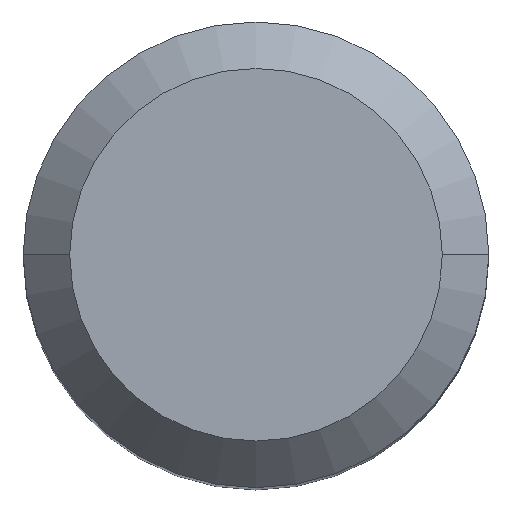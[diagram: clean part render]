
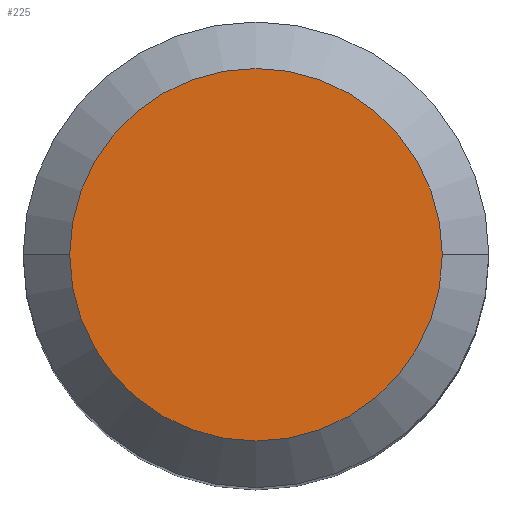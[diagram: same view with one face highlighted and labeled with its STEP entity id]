
A CAD part, top view. The second image highlights one B-rep face of the part: STEP entity #225.
In plain terms, the highlighted planar face has unit normal (0, 0, 1).
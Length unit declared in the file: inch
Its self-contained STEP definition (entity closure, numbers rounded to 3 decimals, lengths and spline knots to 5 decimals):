
#15 = DIRECTION ( 'NONE',  ( 1., 0., 0. ) ) ;
#22 = CARTESIAN_POINT ( 'NONE',  ( -0.25196, 0., 0. ) ) ;
#37 = CARTESIAN_POINT ( 'NONE',  ( 0., 0., 0. ) ) ;
#52 = FACE_OUTER_BOUND ( 'NONE', #417, .T. ) ;
#90 = AXIS2_PLACEMENT_3D ( 'NONE', #37, #194, #350 ) ;
#101 = ORIENTED_EDGE ( 'NONE', *, *, #347, .T. ) ;
#103 = CARTESIAN_POINT ( 'NONE',  ( 0.25196, 0., 0. ) ) ;
#194 = DIRECTION ( 'NONE',  ( 0., 0., 1. ) ) ;
#221 = DIRECTION ( 'NONE',  ( 0., 0., -1. ) ) ;
#225 = ADVANCED_FACE ( 'NONE', ( #52 ), #399, .F. ) ;
#270 = VERTEX_POINT ( 'NONE', #103 ) ;
#280 = VERTEX_POINT ( 'NONE', #22 ) ;
#300 = CARTESIAN_POINT ( 'NONE',  ( 0., 0., 0. ) ) ;
#312 = DIRECTION ( 'NONE',  ( 0., 0., 1. ) ) ;
#347 = EDGE_CURVE ( 'NONE', #270, #280, #480, .T. ) ;
#350 = DIRECTION ( 'NONE',  ( 1., 0., 0. ) ) ;
#365 = ORIENTED_EDGE ( 'NONE', *, *, #420, .T. ) ;
#366 = CARTESIAN_POINT ( 'NONE',  ( 0., 0., 0. ) ) ;
#374 = AXIS2_PLACEMENT_3D ( 'NONE', #366, #312, #15 ) ;
#390 = AXIS2_PLACEMENT_3D ( 'NONE', #300, #221, #455 ) ;
#399 = PLANE ( 'NONE',  #390 ) ;
#417 = EDGE_LOOP ( 'NONE', ( #365, #101 ) ) ;
#420 = EDGE_CURVE ( 'NONE', #280, #270, #438, .T. ) ;
#438 = CIRCLE ( 'NONE', #374, 0.25196 ) ;
#455 = DIRECTION ( 'NONE',  ( -1., 0., 0. ) ) ;
#480 = CIRCLE ( 'NONE', #90, 0.25196 ) ;
